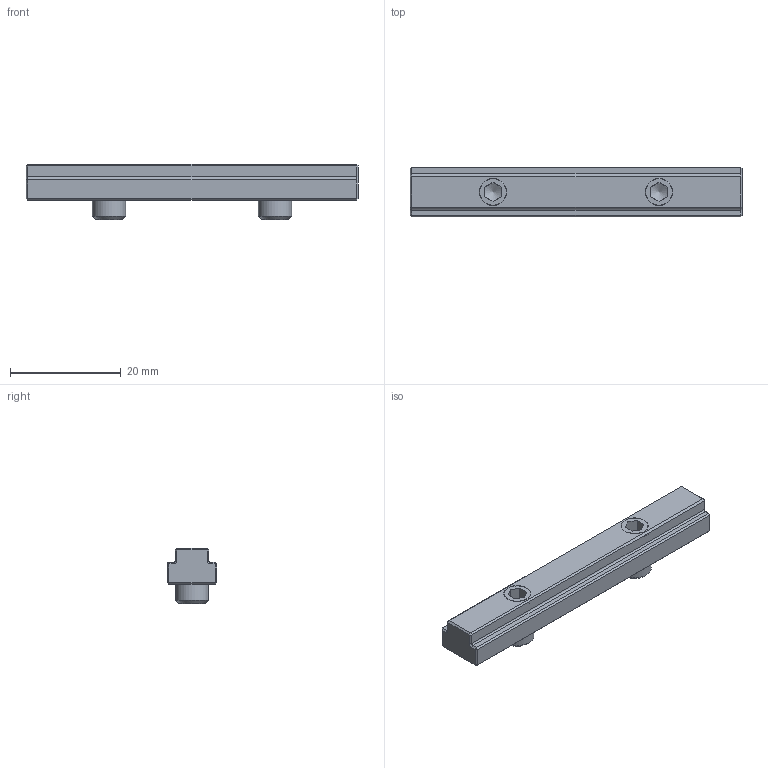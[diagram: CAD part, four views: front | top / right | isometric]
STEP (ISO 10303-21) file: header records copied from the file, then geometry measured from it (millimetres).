
FILE_DESCRIPTION((''),'2;1');
FILE_NAME('321306.ipt.stp','2010-09-05T12:19:01',(''),(''),'Autodesk Inventor 2010','Autodesk Inventor 2010','');
FILE_SCHEMA(('AUTOMOTIVE_DESIGN { 1 0 10303 214 1 1 1 1 }'));
Length unit declared in the file: millimetre
Products named in the file (1): 321306
Bounding box: 60 x 9 x 10 mm (x, y, z)
Volume: 3306 mm3; surface area: 2546.1 mm2
Topology: 3 solids, 3 shells, 73 faces, 157 edges, 90 vertices
Faces by surface type: plane 57, cone 10, cylinder 4, bspline 2
Full cylindrical faces by diameter (mm): 6 x2
Entity records: 1947 total; most frequent: CARTESIAN_POINT 361, DIRECTION 295, ORIENTED_EDGE 286, EDGE_CURVE 143, VECTOR 111, LINE 111, AXIS2_PLACEMENT_3D 92, EDGE_LOOP 87
